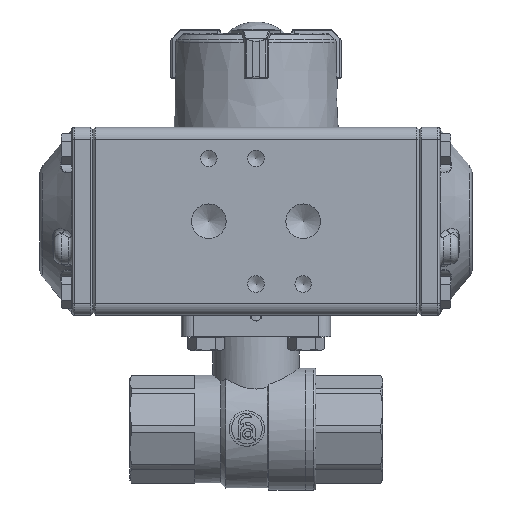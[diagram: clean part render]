
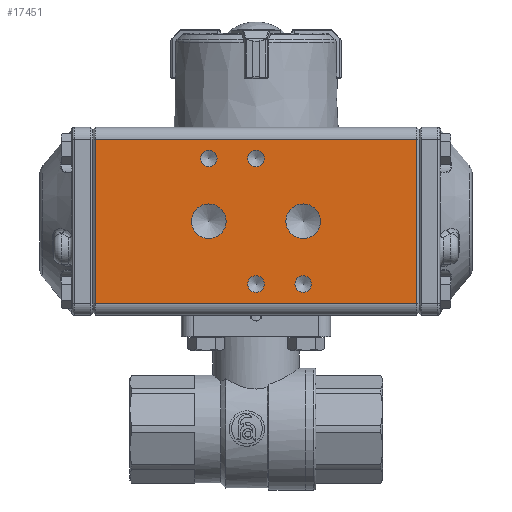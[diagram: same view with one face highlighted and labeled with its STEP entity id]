
A CAD part, front view. The second image highlights one B-rep face of the part: STEP entity #17451.
In plain terms, the highlighted face is planar.
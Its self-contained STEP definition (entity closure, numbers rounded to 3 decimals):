
#896=LINE('',#29448,#1765);
#897=LINE('',#29454,#1766);
#898=LINE('',#29457,#1767);
#899=LINE('',#29458,#1768);
#1765=VECTOR('',#22117,1000.);
#1766=VECTOR('',#22124,1000.);
#1767=VECTOR('',#22125,1000.);
#1768=VECTOR('',#22126,1000.);
#2892=PLANE('',#19014);
#5016=ORIENTED_EDGE('',*,*,#8744,.F.);
#5017=ORIENTED_EDGE('',*,*,#8745,.T.);
#5018=ORIENTED_EDGE('',*,*,#8741,.T.);
#5019=ORIENTED_EDGE('',*,*,#8746,.T.);
#5020=ORIENTED_EDGE('',*,*,#8559,.F.);
#5021=ORIENTED_EDGE('',*,*,#8561,.F.);
#5022=ORIENTED_EDGE('',*,*,#8563,.F.);
#5023=ORIENTED_EDGE('',*,*,#8565,.F.);
#5024=ORIENTED_EDGE('',*,*,#8567,.F.);
#5025=ORIENTED_EDGE('',*,*,#8569,.F.);
#8559=EDGE_CURVE('',#10622,#10622,#11813,.T.);
#8561=EDGE_CURVE('',#10625,#10625,#11815,.T.);
#8563=EDGE_CURVE('',#10628,#10628,#11817,.T.);
#8565=EDGE_CURVE('',#10631,#10631,#11819,.T.);
#8567=EDGE_CURVE('',#10634,#10634,#11821,.T.);
#8569=EDGE_CURVE('',#10637,#10637,#11823,.T.);
#8741=EDGE_CURVE('',#10762,#10763,#896,.T.);
#8744=EDGE_CURVE('',#10764,#10765,#897,.T.);
#8745=EDGE_CURVE('',#10764,#10762,#898,.T.);
#8746=EDGE_CURVE('',#10763,#10765,#899,.T.);
#10622=VERTEX_POINT('',#28822);
#10625=VERTEX_POINT('',#28829);
#10628=VERTEX_POINT('',#28836);
#10631=VERTEX_POINT('',#28843);
#10634=VERTEX_POINT('',#28850);
#10637=VERTEX_POINT('',#28857);
#10762=VERTEX_POINT('',#29449);
#10763=VERTEX_POINT('',#29450);
#10764=VERTEX_POINT('',#29455);
#10765=VERTEX_POINT('',#29456);
#11813=CIRCLE('',#18899,2.1);
#11815=CIRCLE('',#18903,2.1);
#11817=CIRCLE('',#18907,2.1);
#11819=CIRCLE('',#18911,2.1);
#11821=CIRCLE('',#18915,4.4);
#11823=CIRCLE('',#18919,4.4);
#12934=EDGE_LOOP('',(#5016,#5017,#5018,#5019));
#12935=EDGE_LOOP('',(#5020));
#12936=EDGE_LOOP('',(#5021));
#12937=EDGE_LOOP('',(#5022));
#12938=EDGE_LOOP('',(#5023));
#12939=EDGE_LOOP('',(#5024));
#12940=EDGE_LOOP('',(#5025));
#14258=FACE_BOUND('',#12934,.T.);
#14259=FACE_BOUND('',#12935,.T.);
#14260=FACE_BOUND('',#12936,.T.);
#14261=FACE_BOUND('',#12937,.T.);
#14262=FACE_BOUND('',#12938,.T.);
#14263=FACE_BOUND('',#12939,.T.);
#14264=FACE_BOUND('',#12940,.T.);
#17451=ADVANCED_FACE('',(#14258,#14259,#14260,#14261,#14262,#14263,#14264),
#2892,.F.);
#18899=AXIS2_PLACEMENT_3D('',#28821,#21816,#21817);
#18903=AXIS2_PLACEMENT_3D('',#28828,#21824,#21825);
#18907=AXIS2_PLACEMENT_3D('',#28835,#21832,#21833);
#18911=AXIS2_PLACEMENT_3D('',#28842,#21840,#21841);
#18915=AXIS2_PLACEMENT_3D('',#28849,#21848,#21849);
#18919=AXIS2_PLACEMENT_3D('',#28856,#21856,#21857);
#19014=AXIS2_PLACEMENT_3D('',#29453,#22122,#22123);
#21816=DIRECTION('',(-1.,0.,0.));
#21817=DIRECTION('',(0.,0.,1.));
#21824=DIRECTION('',(-1.,0.,0.));
#21825=DIRECTION('',(0.,0.,1.));
#21832=DIRECTION('',(-1.,0.,0.));
#21833=DIRECTION('',(0.,0.,1.));
#21840=DIRECTION('',(-1.,0.,0.));
#21841=DIRECTION('',(0.,0.,1.));
#21848=DIRECTION('',(-1.,0.,0.));
#21849=DIRECTION('',(0.,0.,1.));
#21856=DIRECTION('',(-1.,0.,0.));
#21857=DIRECTION('',(0.,0.,1.));
#22117=DIRECTION('',(0.,0.,-1.));
#22122=DIRECTION('',(1.,0.,0.));
#22123=DIRECTION('',(0.,1.,0.));
#22124=DIRECTION('',(0.,0.,-1.));
#22125=DIRECTION('',(0.,1.,0.));
#22126=DIRECTION('',(0.,-1.,0.));
#28821=CARTESIAN_POINT('',(-29.9,-16.,0.));
#28822=CARTESIAN_POINT('',(-29.9,-16.,2.1));
#28828=CARTESIAN_POINT('',(-29.9,16.,0.));
#28829=CARTESIAN_POINT('',(-29.9,16.,2.1));
#28835=CARTESIAN_POINT('',(-29.9,16.,-12.));
#28836=CARTESIAN_POINT('',(-29.9,16.,-9.9));
#28842=CARTESIAN_POINT('',(-29.9,-16.,12.));
#28843=CARTESIAN_POINT('',(-29.9,-16.,14.1));
#28849=CARTESIAN_POINT('',(-29.9,0.,-12.));
#28850=CARTESIAN_POINT('',(-29.9,0.,-7.6));
#28856=CARTESIAN_POINT('',(-29.9,0.,12.));
#28857=CARTESIAN_POINT('',(-29.9,0.,16.4));
#29448=CARTESIAN_POINT('',(-29.9,20.9,41.5));
#29449=CARTESIAN_POINT('',(-29.9,20.9,40.9));
#29450=CARTESIAN_POINT('',(-29.9,20.9,-40.9));
#29453=CARTESIAN_POINT('',(-29.9,20.9,41.5));
#29454=CARTESIAN_POINT('',(-29.9,-20.9,41.5));
#29455=CARTESIAN_POINT('',(-29.9,-20.9,40.9));
#29456=CARTESIAN_POINT('',(-29.9,-20.9,-40.9));
#29457=CARTESIAN_POINT('',(-29.9,20.9,40.9));
#29458=CARTESIAN_POINT('',(-29.9,20.9,-40.9));
